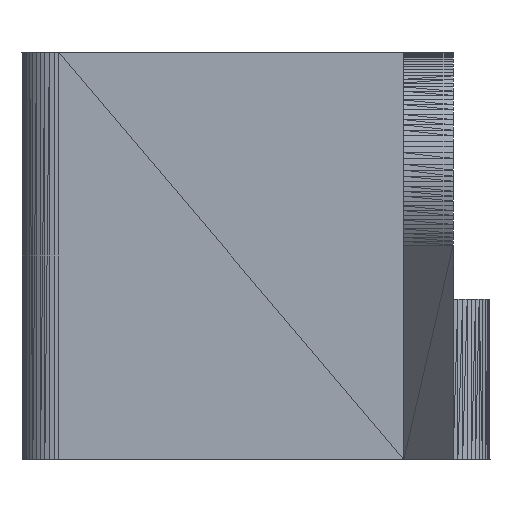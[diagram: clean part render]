
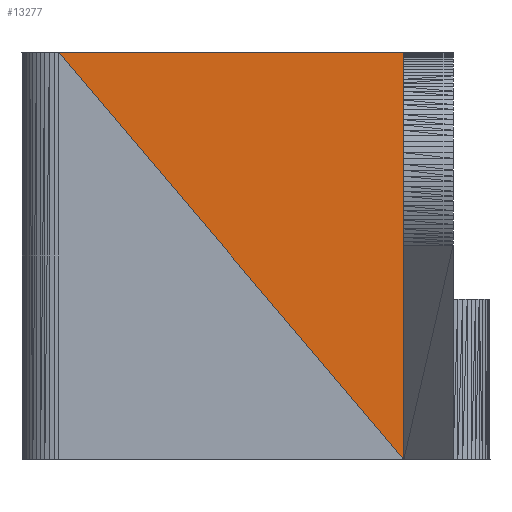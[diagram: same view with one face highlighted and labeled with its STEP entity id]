
A CAD part, front view. The second image highlights one B-rep face of the part: STEP entity #13277.
In plain terms, the highlighted planar face has unit normal (0, -1, 0).
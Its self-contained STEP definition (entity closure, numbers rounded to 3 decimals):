
#523=FACE_OUTER_BOUND('',#1640,.T.);
#1640=EDGE_LOOP('',(#9743,#9744,#9745));
#2501=LINE('',#19519,#4255);
#3195=LINE('',#20890,#4949);
#3196=LINE('',#20891,#4950);
#4255=VECTOR('',#15471,33.);
#4949=VECTOR('',#16971,43.278);
#4950=VECTOR('',#16972,28.);
#5765=VERTEX_POINT('',#19019);
#5921=VERTEX_POINT('',#19517);
#6195=VERTEX_POINT('',#20889);
#6642=EDGE_CURVE('',#5765,#5921,#2501,.T.);
#7336=EDGE_CURVE('',#6195,#5765,#3195,.T.);
#7337=EDGE_CURVE('',#6195,#5921,#3196,.T.);
#9743=ORIENTED_EDGE('',*,*,#7336,.T.);
#9744=ORIENTED_EDGE('',*,*,#6642,.T.);
#9745=ORIENTED_EDGE('',*,*,#7337,.F.);
#12160=PLANE('',#14396);
#13277=ADVANCED_FACE('',(#523),#12160,.T.);
#14396=AXIS2_PLACEMENT_3D('',#20888,#16969,#16970);
#15471=DIRECTION('',(0.,0.,1.));
#16969=DIRECTION('center_axis',(0.,-1.,
0.));
#16970=DIRECTION('ref_axis',(0.,0.,-1.));
#16971=DIRECTION('',(0.647,0.,-0.763));
#16972=DIRECTION('',(1.,0.,0.));
#19019=CARTESIAN_POINT('',(31.5,19.5,0.));
#19517=CARTESIAN_POINT('',(31.5,19.5,33.));
#19519=CARTESIAN_POINT('',(31.5,19.5,0.));
#20888=CARTESIAN_POINT('Origin',(3.5,19.5,33.));
#20889=CARTESIAN_POINT('',(3.5,19.5,33.));
#20890=CARTESIAN_POINT('',(3.5,19.5,33.));
#20891=CARTESIAN_POINT('',(3.5,19.5,33.));
